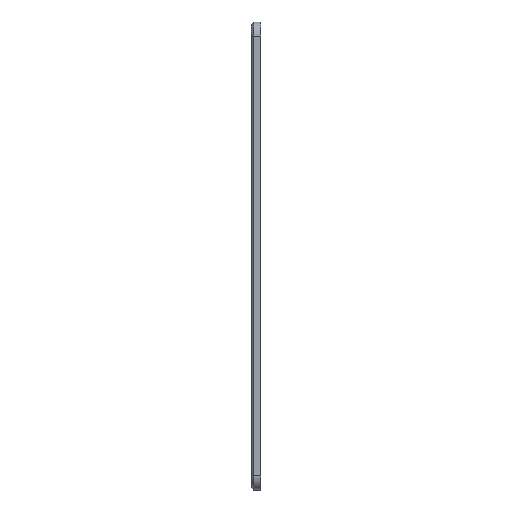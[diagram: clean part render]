
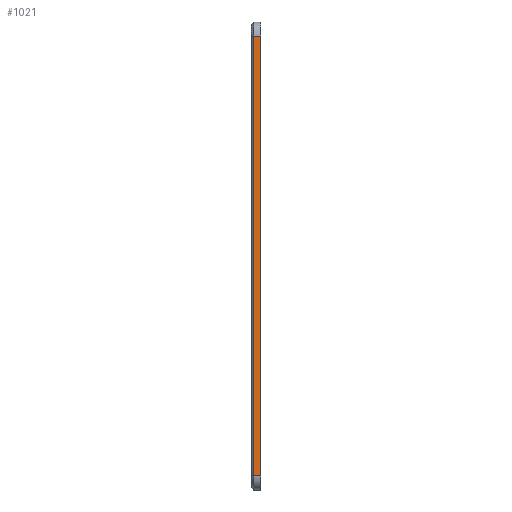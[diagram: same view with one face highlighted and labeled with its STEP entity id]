
A CAD part, left-side view. The second image highlights one B-rep face of the part: STEP entity #1021.
In plain terms, the highlighted planar face has unit normal (-1, 0, 0).
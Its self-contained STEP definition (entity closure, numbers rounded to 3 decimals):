
#168 = VECTOR ( 'NONE', #3362, 1000. ) ;
#329 = EDGE_CURVE ( 'NONE', #3070, #1717, #3514, .T. ) ;
#374 = DIRECTION ( 'NONE',  ( 1., 0., 0. ) ) ;
#404 = CARTESIAN_POINT ( 'NONE',  ( 0., 2., -3. ) ) ;
#416 = PLANE ( 'NONE',  #3368 ) ;
#511 = DIRECTION ( 'NONE',  ( 0., -1., 0. ) ) ;
#736 = LINE ( 'NONE', #404, #2240 ) ;
#738 = ORIENTED_EDGE ( 'NONE', *, *, #1834, .T. ) ;
#795 = ORIENTED_EDGE ( 'NONE', *, *, #1255, .T. ) ;
#796 = LINE ( 'NONE', #2459, #3453 ) ;
#926 = CARTESIAN_POINT ( 'NONE',  ( 0., 1.5, -3. ) ) ;
#956 = DIRECTION ( 'NONE',  ( 0., 0., 1. ) ) ;
#1021 = ADVANCED_FACE ( 'NONE', ( #1446 ), #416, .F. ) ;
#1030 = CARTESIAN_POINT ( 'NONE',  ( 0., 1.5, 0. ) ) ;
#1032 = CARTESIAN_POINT ( 'NONE',  ( 0., 1.5, -97. ) ) ;
#1079 = VERTEX_POINT ( 'NONE', #926 ) ;
#1142 = DIRECTION ( 'NONE',  ( 0., 0., -1. ) ) ;
#1255 = EDGE_CURVE ( 'NONE', #1717, #1079, #736, .T. ) ;
#1390 = VECTOR ( 'NONE', #956, 1000. ) ;
#1446 = FACE_OUTER_BOUND ( 'NONE', #2574, .T. ) ;
#1606 = LINE ( 'NONE', #1030, #168 ) ;
#1717 = VERTEX_POINT ( 'NONE', #1881 ) ;
#1817 = EDGE_CURVE ( 'NONE', #1079, #2616, #1606, .T. ) ;
#1834 = EDGE_CURVE ( 'NONE', #2616, #3070, #796, .T. ) ;
#1881 = CARTESIAN_POINT ( 'NONE',  ( 0., 0., -3. ) ) ;
#1986 = ORIENTED_EDGE ( 'NONE', *, *, #329, .T. ) ;
#2240 = VECTOR ( 'NONE', #2426, 1000. ) ;
#2426 = DIRECTION ( 'NONE',  ( 0., 1., 0. ) ) ;
#2459 = CARTESIAN_POINT ( 'NONE',  ( 0., 2., -97. ) ) ;
#2574 = EDGE_LOOP ( 'NONE', ( #795, #2630, #738, #1986 ) ) ;
#2616 = VERTEX_POINT ( 'NONE', #1032 ) ;
#2630 = ORIENTED_EDGE ( 'NONE', *, *, #1817, .T. ) ;
#2980 = CARTESIAN_POINT ( 'NONE',  ( 0., 0., 0. ) ) ;
#3060 = CARTESIAN_POINT ( 'NONE',  ( 0., 0., -97. ) ) ;
#3070 = VERTEX_POINT ( 'NONE', #3060 ) ;
#3362 = DIRECTION ( 'NONE',  ( 0., 0., -1. ) ) ;
#3368 = AXIS2_PLACEMENT_3D ( 'NONE', #3702, #374, #1142 ) ;
#3453 = VECTOR ( 'NONE', #511, 1000. ) ;
#3514 = LINE ( 'NONE', #2980, #1390 ) ;
#3702 = CARTESIAN_POINT ( 'NONE',  ( 0., 2., 0. ) ) ;
